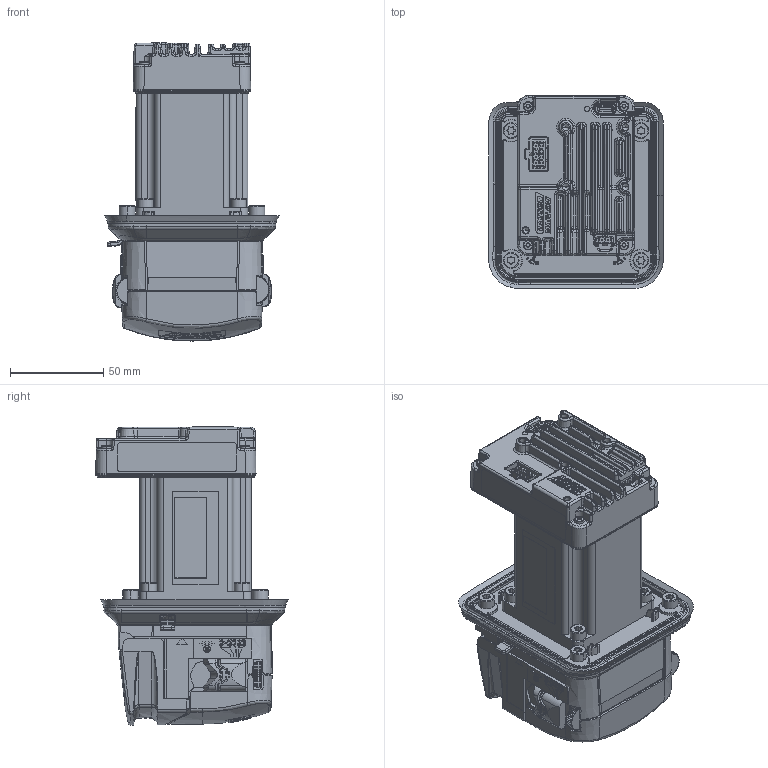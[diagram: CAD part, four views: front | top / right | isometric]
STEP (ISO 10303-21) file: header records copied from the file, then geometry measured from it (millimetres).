
FILE_DESCRIPTION(('Creo Elements/Direct Modeling STEP Export'),'2;1');
FILE_NAME('x3x4xx.Axxx.xxx.stp','2024-04-23T22:35:20',(''),(''),'Creo Elements/Direct Modeling STEP processor for AP214 (Solid Model)','Creo Elements/Direct Modeling 20.5B 27-May-2023 (C) Parametric Technology GmbH','');
FILE_SCHEMA(('AUTOMOTIVE_DESIGN { 1 0 10303 214 1 1 1 1 }'));
Products named in the file (8): A-ADC; 313_OD; M5x8; 300_leaver; 300_seal; 300_mounting; 300_mounting_plate; x3x4xx.Axxx.xxx
Assembly tree (10 placements, depth 3):
  x3x4xx.Axxx.xxx
    300_mounting_plate
      300_mounting
      300_seal
      300_leaver
      M5x8  x4
    313_OD
    A-ADC
Bounding box: 93.44 x 103.3 x 160 mm (x, y, z)
Volume: 717211.7 mm3; surface area: 110032.1 mm2
Topology: 9 solids, 9 shells, 5870 faces, 15805 edges, 10149 vertices
Faces by surface type: plane 3659, cylinder 818, bspline 641, extrusion 340, cone 225, torus 147, sphere 31, revolution 9
Entity records: 275388 total; most frequent: CARTESIAN_POINT 134726, ORIENTED_EDGE 31216, DIRECTION 24282, EDGE_CURVE 15608, VECTOR 10097, VERTEX_POINT 10033, LINE 9757, AXIS2_PLACEMENT_3D 7088
